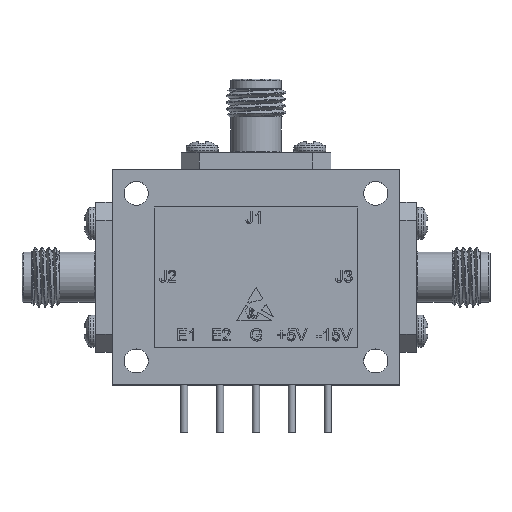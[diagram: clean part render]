
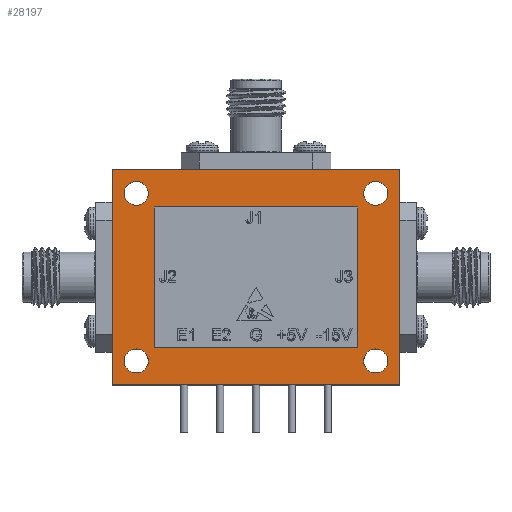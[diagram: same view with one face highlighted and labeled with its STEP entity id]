
A CAD part, top view. The second image highlights one B-rep face of the part: STEP entity #28197.
In plain terms, the highlighted planar face has unit normal (0, 0, 1).
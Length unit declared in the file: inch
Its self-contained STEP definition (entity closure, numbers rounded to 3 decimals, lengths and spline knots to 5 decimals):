
#47 = FACE_BOUND ( 'NONE', #16370, .T. ) ;
#109 = CARTESIAN_POINT ( 'NONE',  ( -0.42533, -0.29285, 0.175 ) ) ;
#330 = DIRECTION ( 'NONE',  ( 1., 0., 0. ) ) ;
#860 = ORIENTED_EDGE ( 'NONE', *, *, #16375, .F. ) ;
#1260 = ORIENTED_EDGE ( 'NONE', *, *, #34750, .F. ) ;
#1261 = LINE ( 'NONE', #24762, #32322 ) ;
#1272 = CARTESIAN_POINT ( 'NONE',  ( 0.55, -0.35, 0.175 ) ) ;
#1460 = CARTESIAN_POINT ( 'NONE',  ( -0.45, 0.35, 0.175 ) ) ;
#1912 = DIRECTION ( 'NONE',  ( -1., 0., 0. ) ) ;
#2111 = VERTEX_POINT ( 'NONE', #12490 ) ;
#2438 = DIRECTION ( 'NONE',  ( 0., -1., 0. ) ) ;
#3061 = ORIENTED_EDGE ( 'NONE', *, *, #14018, .F. ) ;
#4063 = VECTOR ( 'NONE', #16777, 39.37008 ) ;
#4503 = EDGE_LOOP ( 'NONE', ( #15525 ) ) ;
#5055 = CARTESIAN_POINT ( 'NONE',  ( -0.6, 0.45, 0.175 ) ) ;
#5082 = VERTEX_POINT ( 'NONE', #31434 ) ;
#5881 = DIRECTION ( 'NONE',  ( 1., 0., 0. ) ) ;
#6170 = CARTESIAN_POINT ( 'NONE',  ( -0.5, 0.35, 0.175 ) ) ;
#6193 = EDGE_CURVE ( 'NONE', #32730, #10122, #34743, .T. ) ;
#6861 = EDGE_LOOP ( 'NONE', ( #20428 ) ) ;
#6879 = EDGE_CURVE ( 'NONE', #20443, #20443, #31829, .T. ) ;
#7456 = VERTEX_POINT ( 'NONE', #20657 ) ;
#8025 = CARTESIAN_POINT ( 'NONE',  ( 0.42533, 0.29285, 0.175 ) ) ;
#8032 = DIRECTION ( 'NONE',  ( 0., 0., 1. ) ) ;
#8071 = CARTESIAN_POINT ( 'NONE',  ( -0.5, -0.35, 0.175 ) ) ;
#8099 = PLANE ( 'NONE',  #36867 ) ;
#8414 = ORIENTED_EDGE ( 'NONE', *, *, #6193, .T. ) ;
#8643 = CARTESIAN_POINT ( 'NONE',  ( 0.6, -0.45, 0.175 ) ) ;
#8669 = FACE_BOUND ( 'NONE', #4503, .T. ) ;
#9172 = CARTESIAN_POINT ( 'NONE',  ( -0.6, -0.45, 0.175 ) ) ;
#9315 = EDGE_CURVE ( 'NONE', #10122, #2111, #1261, .T. ) ;
#9326 = EDGE_LOOP ( 'NONE', ( #860 ) ) ;
#9399 = CARTESIAN_POINT ( 'NONE',  ( -0.6, 0.45, 0.175 ) ) ;
#9620 = CARTESIAN_POINT ( 'NONE',  ( -0.6, -0.45, 0.175 ) ) ;
#10122 = VERTEX_POINT ( 'NONE', #8643 ) ;
#10887 = VERTEX_POINT ( 'NONE', #35941 ) ;
#10984 = LINE ( 'NONE', #5055, #22902 ) ;
#11245 = ORIENTED_EDGE ( 'NONE', *, *, #25630, .F. ) ;
#11468 = ORIENTED_EDGE ( 'NONE', *, *, #9315, .T. ) ;
#12280 = DIRECTION ( 'NONE',  ( 1., 0., 0. ) ) ;
#12362 = LINE ( 'NONE', #109, #15327 ) ;
#12442 = EDGE_CURVE ( 'NONE', #25723, #32730, #37165, .T. ) ;
#12490 = CARTESIAN_POINT ( 'NONE',  ( 0.6, 0.45, 0.175 ) ) ;
#13206 = CARTESIAN_POINT ( 'NONE',  ( -0.42533, 0.29285, 0.175 ) ) ;
#13306 = DIRECTION ( 'NONE',  ( 0., 1., 0. ) ) ;
#14018 = EDGE_CURVE ( 'NONE', #26157, #34160, #25025, .T. ) ;
#14876 = CARTESIAN_POINT ( 'NONE',  ( 0.5, 0.35, 0.175 ) ) ;
#15327 = VECTOR ( 'NONE', #5881, 39.37008 ) ;
#15525 = ORIENTED_EDGE ( 'NONE', *, *, #17711, .F. ) ;
#16180 = ORIENTED_EDGE ( 'NONE', *, *, #21184, .F. ) ;
#16206 = VERTEX_POINT ( 'NONE', #1272 ) ;
#16370 = EDGE_LOOP ( 'NONE', ( #1260, #18333, #16180, #3061 ) ) ;
#16375 = EDGE_CURVE ( 'NONE', #16206, #16206, #33828, .T. ) ;
#16575 = VECTOR ( 'NONE', #20287, 39.37008 ) ;
#16777 = DIRECTION ( 'NONE',  ( 0., 1., 0. ) ) ;
#16784 = EDGE_LOOP ( 'NONE', ( #11245 ) ) ;
#16913 = CARTESIAN_POINT ( 'NONE',  ( 0., 0., 0.175 ) ) ;
#17035 = EDGE_CURVE ( 'NONE', #2111, #25723, #10984, .T. ) ;
#17379 = CIRCLE ( 'NONE', #35014, 0.05 ) ;
#17583 = CARTESIAN_POINT ( 'NONE',  ( 0.55, 0.35, 0.175 ) ) ;
#17711 = EDGE_CURVE ( 'NONE', #30478, #30478, #17379, .T. ) ;
#17973 = EDGE_LOOP ( 'NONE', ( #11468, #34492, #19320, #8414 ) ) ;
#18333 = ORIENTED_EDGE ( 'NONE', *, *, #36042, .F. ) ;
#18569 = AXIS2_PLACEMENT_3D ( 'NONE', #8071, #19757, #23162 ) ;
#19123 = VECTOR ( 'NONE', #2438, 39.37008 ) ;
#19320 = ORIENTED_EDGE ( 'NONE', *, *, #12442, .T. ) ;
#19757 = DIRECTION ( 'NONE',  ( 0., 0., 1. ) ) ;
#20160 = FACE_BOUND ( 'NONE', #6861, .T. ) ;
#20287 = DIRECTION ( 'NONE',  ( 1., 0., 0. ) ) ;
#20428 = ORIENTED_EDGE ( 'NONE', *, *, #6879, .F. ) ;
#20443 = VERTEX_POINT ( 'NONE', #17583 ) ;
#20657 = CARTESIAN_POINT ( 'NONE',  ( -0.42533, -0.29285, 0.175 ) ) ;
#21184 = EDGE_CURVE ( 'NONE', #34160, #7456, #25739, .T. ) ;
#22258 = AXIS2_PLACEMENT_3D ( 'NONE', #28083, #8032, #22365 ) ;
#22365 = DIRECTION ( 'NONE',  ( 1., 0., 0. ) ) ;
#22490 = LINE ( 'NONE', #25738, #4063 ) ;
#22637 = DIRECTION ( 'NONE',  ( -1., 0., 0. ) ) ;
#22819 = FACE_BOUND ( 'NONE', #16784, .T. ) ;
#22902 = VECTOR ( 'NONE', #22637, 39.37008 ) ;
#23162 = DIRECTION ( 'NONE',  ( 1., 0., 0. ) ) ;
#24762 = CARTESIAN_POINT ( 'NONE',  ( 0.6, -0.45, 0.175 ) ) ;
#25025 = LINE ( 'NONE', #13206, #34368 ) ;
#25630 = EDGE_CURVE ( 'NONE', #5082, #5082, #25826, .T. ) ;
#25723 = VERTEX_POINT ( 'NONE', #9399 ) ;
#25738 = CARTESIAN_POINT ( 'NONE',  ( 0.42533, -0.29285, 0.175 ) ) ;
#25739 = LINE ( 'NONE', #37348, #30820 ) ;
#25826 = CIRCLE ( 'NONE', #18569, 0.05 ) ;
#26157 = VERTEX_POINT ( 'NONE', #8025 ) ;
#26412 = FACE_OUTER_BOUND ( 'NONE', #17973, .T. ) ;
#26507 = DIRECTION ( 'NONE',  ( 0., 0., 1. ) ) ;
#28083 = CARTESIAN_POINT ( 'NONE',  ( 0.5, -0.35, 0.175 ) ) ;
#28197 = ADVANCED_FACE ( 'NONE', ( #26412, #22819, #34435, #20160, #8669, #47 ), #8099, .F. ) ;
#29448 = DIRECTION ( 'NONE',  ( 0., 0., 1. ) ) ;
#30478 = VERTEX_POINT ( 'NONE', #1460 ) ;
#30820 = VECTOR ( 'NONE', #32026, 39.37008 ) ;
#31434 = CARTESIAN_POINT ( 'NONE',  ( -0.45, -0.35, 0.175 ) ) ;
#31458 = CARTESIAN_POINT ( 'NONE',  ( -0.6, -0.45, 0.175 ) ) ;
#31768 = DIRECTION ( 'NONE',  ( 0., 0., -1. ) ) ;
#31829 = CIRCLE ( 'NONE', #32453, 0.05 ) ;
#32026 = DIRECTION ( 'NONE',  ( 0., -1., 0. ) ) ;
#32146 = DIRECTION ( 'NONE',  ( 0., -1., 0. ) ) ;
#32322 = VECTOR ( 'NONE', #13306, 39.37008 ) ;
#32453 = AXIS2_PLACEMENT_3D ( 'NONE', #14876, #26507, #330 ) ;
#32730 = VERTEX_POINT ( 'NONE', #9620 ) ;
#33828 = CIRCLE ( 'NONE', #22258, 0.05 ) ;
#34160 = VERTEX_POINT ( 'NONE', #34765 ) ;
#34368 = VECTOR ( 'NONE', #1912, 39.37008 ) ;
#34435 = FACE_BOUND ( 'NONE', #9326, .T. ) ;
#34492 = ORIENTED_EDGE ( 'NONE', *, *, #17035, .T. ) ;
#34743 = LINE ( 'NONE', #9172, #16575 ) ;
#34750 = EDGE_CURVE ( 'NONE', #10887, #26157, #22490, .T. ) ;
#34765 = CARTESIAN_POINT ( 'NONE',  ( -0.42533, 0.29285, 0.175 ) ) ;
#35014 = AXIS2_PLACEMENT_3D ( 'NONE', #6170, #29448, #12280 ) ;
#35941 = CARTESIAN_POINT ( 'NONE',  ( 0.42533, -0.29285, 0.175 ) ) ;
#36042 = EDGE_CURVE ( 'NONE', #7456, #10887, #12362, .T. ) ;
#36867 = AXIS2_PLACEMENT_3D ( 'NONE', #16913, #31768, #32146 ) ;
#37165 = LINE ( 'NONE', #31458, #19123 ) ;
#37348 = CARTESIAN_POINT ( 'NONE',  ( -0.42533, -0.29285, 0.175 ) ) ;
